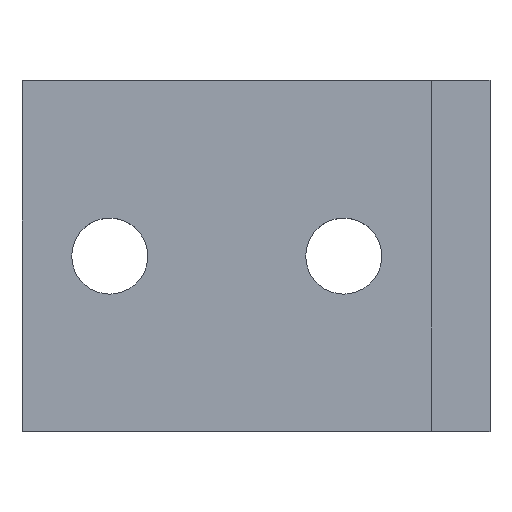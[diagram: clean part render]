
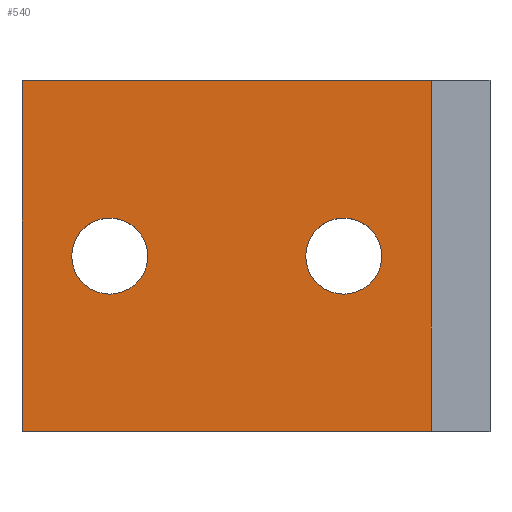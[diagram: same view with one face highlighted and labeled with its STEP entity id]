
A CAD part, top view. The second image highlights one B-rep face of the part: STEP entity #540.
In plain terms, the highlighted planar face has unit normal (0, 0, 1).
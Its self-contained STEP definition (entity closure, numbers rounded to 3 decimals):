
#130=CARTESIAN_POINT('',(124.754,283.606,5.0));
#131=VERTEX_POINT('',#130);
#140=CARTESIAN_POINT('',(131.254,283.606,5.0));
#141=VERTEX_POINT('',#140);
#142=CARTESIAN_POINT('',(128.004,283.606,5.0));
#143=DIRECTION('',(0.0,0.0,-1.0));
#144=DIRECTION('',(-1.0,0.0,0.0));
#145=AXIS2_PLACEMENT_3D('',#142,#143,#144);
#146=CIRCLE('',#145,3.25);
#147=EDGE_CURVE('',#141,#131,#146,.T.);
#172=CARTESIAN_POINT('',(144.754,283.606,5.0));
#173=VERTEX_POINT('',#172);
#182=CARTESIAN_POINT('',(151.254,283.606,5.0));
#183=VERTEX_POINT('',#182);
#184=CARTESIAN_POINT('',(148.004,283.606,5.0));
#185=DIRECTION('',(0.0,0.0,-1.0));
#186=DIRECTION('',(-1.0,0.0,0.0));
#187=AXIS2_PLACEMENT_3D('',#184,#185,#186);
#188=CIRCLE('',#187,3.25);
#189=EDGE_CURVE('',#183,#173,#188,.T.);
#289=CARTESIAN_POINT('',(148.004,283.606,5.0));
#290=DIRECTION('',(0.0,0.0,-1.0));
#291=DIRECTION('',(-1.0,0.0,0.0));
#292=AXIS2_PLACEMENT_3D('',#289,#290,#291);
#293=CIRCLE('',#292,3.25);
#294=EDGE_CURVE('',#173,#183,#293,.T.);
#313=CARTESIAN_POINT('',(128.004,283.606,5.0));
#314=DIRECTION('',(0.0,0.0,-1.0));
#315=DIRECTION('',(-1.0,0.0,0.0));
#316=AXIS2_PLACEMENT_3D('',#313,#314,#315);
#317=CIRCLE('',#316,3.25);
#318=EDGE_CURVE('',#131,#141,#317,.T.);
#328=CARTESIAN_POINT('',(155.504,298.606,5.0));
#329=VERTEX_POINT('',#328);
#330=CARTESIAN_POINT('',(155.504,268.606,5.0));
#331=VERTEX_POINT('',#330);
#332=CARTESIAN_POINT('',(155.504,298.606,5.0));
#333=DIRECTION('',(0.0,-1.0,0.0));
#334=VECTOR('',#333,30.0);
#335=LINE('',#332,#334);
#336=EDGE_CURVE('',#329,#331,#335,.T.);
#438=CARTESIAN_POINT('',(120.504,298.606,5.0));
#439=VERTEX_POINT('',#438);
#440=CARTESIAN_POINT('',(120.504,298.606,5.0));
#441=DIRECTION('',(1.0,0.0,0.0));
#442=VECTOR('',#441,35.0);
#443=LINE('',#440,#442);
#444=EDGE_CURVE('',#439,#329,#443,.T.);
#471=CARTESIAN_POINT('',(120.504,268.606,5.0));
#472=VERTEX_POINT('',#471);
#473=CARTESIAN_POINT('',(155.504,268.606,5.0));
#474=DIRECTION('',(-1.0,0.0,0.0));
#475=VECTOR('',#474,35.0);
#476=LINE('',#473,#475);
#477=EDGE_CURVE('',#331,#472,#476,.T.);
#504=CARTESIAN_POINT('',(120.504,268.606,5.0));
#505=DIRECTION('',(0.0,1.0,0.0));
#506=VECTOR('',#505,30.0);
#507=LINE('',#504,#506);
#508=EDGE_CURVE('',#472,#439,#507,.T.);
#521=CARTESIAN_POINT('',(120.504,298.606,5.0));
#522=DIRECTION('',(0.0,0.0,-1.0));
#523=DIRECTION('',(-1.0,0.0,0.0));
#524=AXIS2_PLACEMENT_3D('',#521,#522,#523);
#525=PLANE('',#524);
#526=ORIENTED_EDGE('',*,*,#444,.F.);
#527=ORIENTED_EDGE('',*,*,#508,.F.);
#528=ORIENTED_EDGE('',*,*,#477,.F.);
#529=ORIENTED_EDGE('',*,*,#336,.F.);
#530=EDGE_LOOP('',(#526,#527,#528,#529));
#531=FACE_OUTER_BOUND('',#530,.T.);
#532=ORIENTED_EDGE('',*,*,#294,.T.);
#533=ORIENTED_EDGE('',*,*,#189,.T.);
#534=EDGE_LOOP('',(#532,#533));
#535=FACE_BOUND('',#534,.T.);
#536=ORIENTED_EDGE('',*,*,#318,.T.);
#537=ORIENTED_EDGE('',*,*,#147,.T.);
#538=EDGE_LOOP('',(#536,#537));
#539=FACE_BOUND('',#538,.T.);
#540=ADVANCED_FACE('',(#531,#535,#539),#525,.F.);
